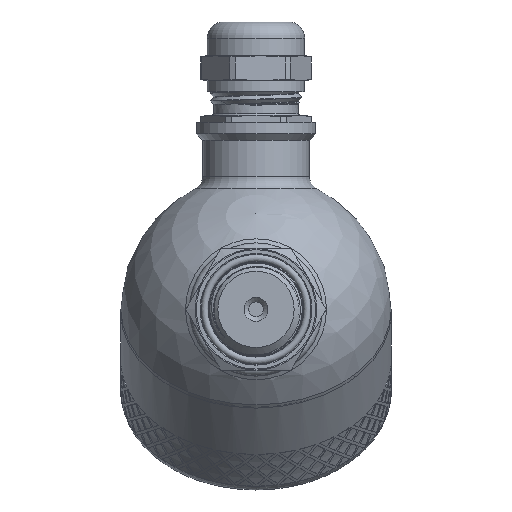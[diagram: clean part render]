
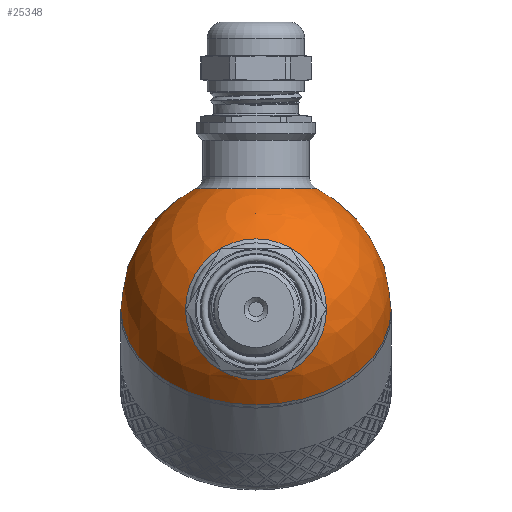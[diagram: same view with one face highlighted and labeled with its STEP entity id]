
A CAD part, left-side view. The second image highlights one B-rep face of the part: STEP entity #25348.
In plain terms, the highlighted spherical face has radius 30 mm.
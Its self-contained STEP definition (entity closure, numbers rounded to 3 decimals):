
#136=SPHERICAL_SURFACE('',#26943,30.);
#210=FACE_BOUND('',#3795,.T.);
#211=FACE_BOUND('',#3796,.T.);
#2134=FACE_OUTER_BOUND('',#3794,.T.);
#3794=EDGE_LOOP('',(#18419,#18420,#18421,#18422));
#3795=EDGE_LOOP('',(#18423));
#3796=EDGE_LOOP('',(#18424));
#5316=CIRCLE('',#26866,30.);
#5317=CIRCLE('',#26867,30.);
#5344=CIRCLE('',#26939,13.5);
#5347=CIRCLE('',#26944,30.);
#5348=CIRCLE('',#26945,15.643);
#9852=VERTEX_POINT('',#34823);
#9853=VERTEX_POINT('',#34825);
#10380=VERTEX_POINT('',#41589);
#10382=VERTEX_POINT('',#41596);
#10383=VERTEX_POINT('',#41598);
#12585=EDGE_CURVE('',#9852,#9853,#5316,.T.);
#12586=EDGE_CURVE('',#9853,#9852,#5317,.T.);
#13379=EDGE_CURVE('',#10380,#10380,#5344,.T.);
#13382=EDGE_CURVE('',#9853,#10382,#5347,.T.);
#13383=EDGE_CURVE('',#10383,#10383,#5348,.T.);
#18419=ORIENTED_EDGE('',*,*,#12586,.F.);
#18420=ORIENTED_EDGE('',*,*,#13382,.T.);
#18421=ORIENTED_EDGE('',*,*,#13382,.F.);
#18422=ORIENTED_EDGE('',*,*,#12585,.F.);
#18423=ORIENTED_EDGE('',*,*,#13383,.F.);
#18424=ORIENTED_EDGE('',*,*,#13379,.F.);
#25348=ADVANCED_FACE('',(#2134,#210,#211),#136,.T.);
#26866=AXIS2_PLACEMENT_3D('',#34826,#28289,#28290);
#26867=AXIS2_PLACEMENT_3D('',#34827,#28291,#28292);
#26939=AXIS2_PLACEMENT_3D('',#41590,#28713,#28714);
#26943=AXIS2_PLACEMENT_3D('',#41595,#28721,#28722);
#26944=AXIS2_PLACEMENT_3D('',#41597,#28723,#28724);
#26945=AXIS2_PLACEMENT_3D('',#41599,#28725,#28726);
#28289=DIRECTION('center_axis',(1.,0.,0.));
#28290=DIRECTION('ref_axis',(0.,1.,0.));
#28291=DIRECTION('center_axis',(1.,0.,0.));
#28292=DIRECTION('ref_axis',(0.,1.,0.));
#28713=DIRECTION('center_axis',(-0.707,0.,-0.707));
#28714=DIRECTION('ref_axis',(-0.707,0.,0.707));
#28721=DIRECTION('center_axis',(1.,0.,0.));
#28722=DIRECTION('ref_axis',(0.,-1.,0.));
#28723=DIRECTION('center_axis',(0.,0.,1.));
#28724=DIRECTION('ref_axis',(0.,1.,0.));
#28725=DIRECTION('center_axis',(-0.707,0.,0.707));
#28726=DIRECTION('ref_axis',(0.707,0.,0.707));
#34823=CARTESIAN_POINT('',(0.,-30.,0.));
#34825=CARTESIAN_POINT('',(0.,30.,0.));
#34826=CARTESIAN_POINT('Origin',(0.,0.,0.));
#34827=CARTESIAN_POINT('Origin',(0.,0.,0.));
#41589=CARTESIAN_POINT('',(-9.398,0.,-28.49));
#41590=CARTESIAN_POINT('Origin',(-18.944,0.,-18.944));
#41595=CARTESIAN_POINT('Origin',(0.,0.,0.));
#41596=CARTESIAN_POINT('',(-30.,0.,0.));
#41597=CARTESIAN_POINT('Origin',(0.,0.,0.));
#41598=CARTESIAN_POINT('',(-29.162,0.,7.04));
#41599=CARTESIAN_POINT('Origin',(-18.101,0.,18.101));
